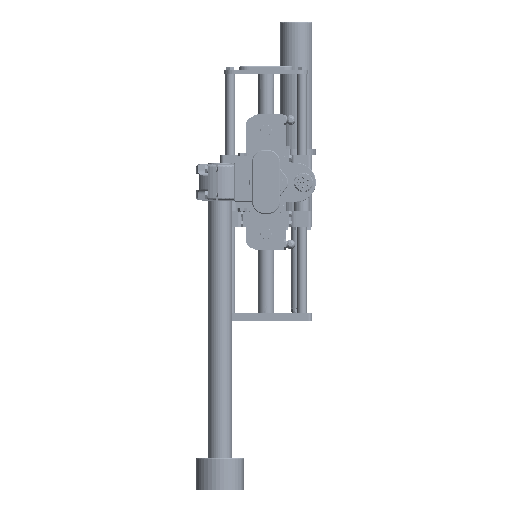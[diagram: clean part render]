
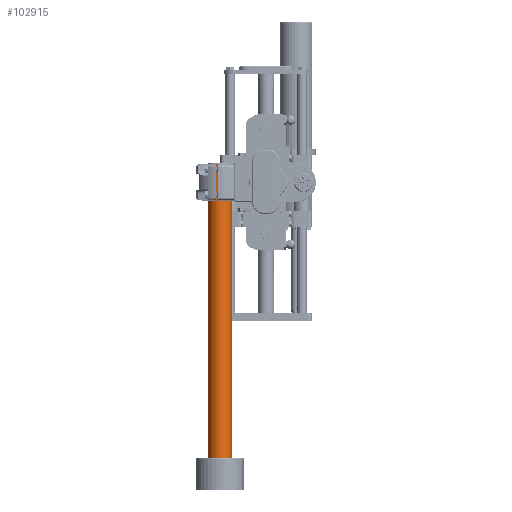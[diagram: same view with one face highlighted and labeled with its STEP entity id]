
A CAD part, top view. The second image highlights one B-rep face of the part: STEP entity #102915.
In plain terms, the highlighted cylindrical face has radius 15 mm (diameter 30 mm), a full revolution.
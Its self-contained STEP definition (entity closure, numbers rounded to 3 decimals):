
#834 = EDGE_LOOP ( 'NONE', ( #55188 ) ) ;
#5761 = DIRECTION ( 'NONE',  ( -1., 0., 0. ) ) ;
#12822 = DIRECTION ( 'NONE',  ( 0., 0., 1. ) ) ;
#14579 = CARTESIAN_POINT ( 'NONE',  ( -1., 0., 0. ) ) ;
#17466 = AXIS2_PLACEMENT_3D ( 'NONE', #14579, #5761, #12822 ) ;
#37811 = CARTESIAN_POINT ( 'NONE',  ( -400., 0., 0. ) ) ;
#45436 = VERTEX_POINT ( 'NONE', #115558 ) ;
#45729 = DIRECTION ( 'NONE',  ( 0., 0., 1. ) ) ;
#54481 = CYLINDRICAL_SURFACE ( 'NONE', #82285, 15. ) ;
#55077 = CARTESIAN_POINT ( 'NONE',  ( -96.259, 0., 0. ) ) ;
#55188 = ORIENTED_EDGE ( 'NONE', *, *, #108486, .F. ) ;
#56525 = VERTEX_POINT ( 'NONE', #57111 ) ;
#57111 = CARTESIAN_POINT ( 'NONE',  ( -400., 0., 15. ) ) ;
#61535 = FACE_OUTER_BOUND ( 'NONE', #834, .T. ) ;
#68018 = DIRECTION ( 'NONE',  ( 0., 0., 1. ) ) ;
#71540 = AXIS2_PLACEMENT_3D ( 'NONE', #37811, #101482, #68018 ) ;
#82285 = AXIS2_PLACEMENT_3D ( 'NONE', #55077, #107106, #45729 ) ;
#85667 = EDGE_LOOP ( 'NONE', ( #94477 ) ) ;
#86547 = CIRCLE ( 'NONE', #71540, 15. ) ;
#94477 = ORIENTED_EDGE ( 'NONE', *, *, #105991, .T. ) ;
#98922 = FACE_OUTER_BOUND ( 'NONE', #85667, .T. ) ;
#101482 = DIRECTION ( 'NONE',  ( -1., 0., 0. ) ) ;
#102915 = ADVANCED_FACE ( 'NONE', ( #98922, #61535 ), #54481, .T. ) ;
#105991 = EDGE_CURVE ( 'NONE', #45436, #45436, #106861, .T. ) ;
#106861 = CIRCLE ( 'NONE', #17466, 15. ) ;
#107106 = DIRECTION ( 'NONE',  ( -1., 0., 0. ) ) ;
#108486 = EDGE_CURVE ( 'NONE', #56525, #56525, #86547, .T. ) ;
#115558 = CARTESIAN_POINT ( 'NONE',  ( -1., 0., 15. ) ) ;
